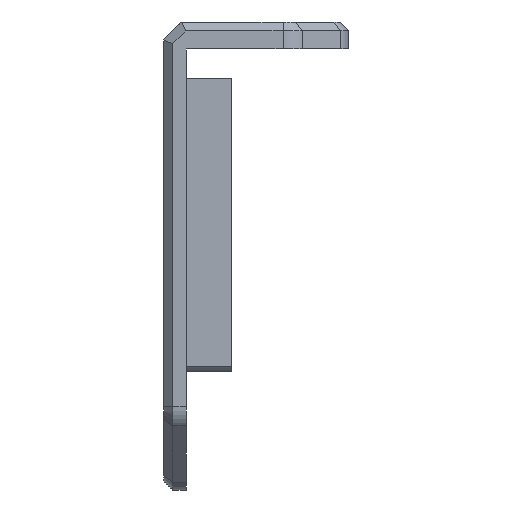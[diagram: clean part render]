
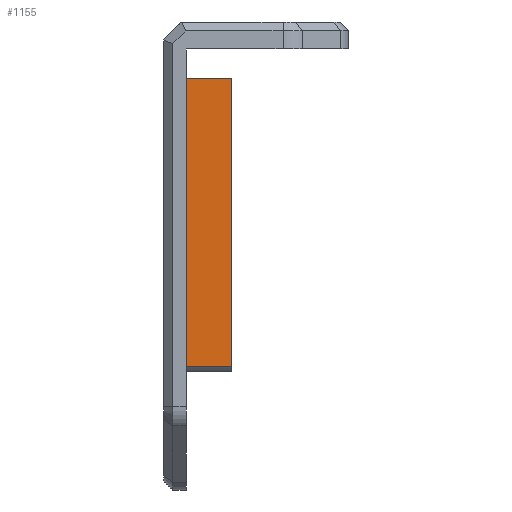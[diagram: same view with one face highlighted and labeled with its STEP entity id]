
A CAD part, left-side view. The second image highlights one B-rep face of the part: STEP entity #1155.
In plain terms, the highlighted planar face has unit normal (-1, 0, 0).
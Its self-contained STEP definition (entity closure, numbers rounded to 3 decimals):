
#73 = PLANE('',#74);
#74 = AXIS2_PLACEMENT_3D('',#75,#76,#77);
#75 = CARTESIAN_POINT('',(67.,10.,25.));
#76 = DIRECTION('',(0.,1.,0.));
#77 = DIRECTION('',(-0.707,0.,-0.707)
  );
#132 = PLANE('',#133);
#133 = AXIS2_PLACEMENT_3D('',#134,#135,#136);
#134 = CARTESIAN_POINT('',(0.,15.,0.));
#135 = DIRECTION('',(0.,1.,0.));
#136 = DIRECTION('',(-1.,0.,0.));
#187 = PLANE('',#188);
#188 = AXIS2_PLACEMENT_3D('',#189,#190,#191);
#189 = CARTESIAN_POINT('',(0.,15.,30.7));
#190 = DIRECTION('',(0.,0.,1.));
#191 = DIRECTION('',(0.,-1.,0.));
#226 = VERTEX_POINT('',#227);
#227 = CARTESIAN_POINT('',(-2.8,10.,30.7));
#248 = EDGE_CURVE('',#249,#226,#251,.T.);
#249 = VERTEX_POINT('',#250);
#250 = CARTESIAN_POINT('',(-2.8,10.,-1.25));
#251 = SURFACE_CURVE('',#252,(#256,#263),.PCURVE_S1.);
#252 = LINE('',#253,#254);
#253 = CARTESIAN_POINT('',(-2.8,10.,-1.25));
#254 = VECTOR('',#255,1.);
#255 = DIRECTION('',(0.,0.,1.));
#256 = PCURVE('',#73,#257);
#257 = DEFINITIONAL_REPRESENTATION('',(#258),#262);
#258 = LINE('',#259,#260);
#259 = CARTESIAN_POINT('',(67.917,30.795));
#260 = VECTOR('',#261,1.);
#261 = DIRECTION('',(-0.707,0.707));
#262 = ( GEOMETRIC_REPRESENTATION_CONTEXT(2) 
PARAMETRIC_REPRESENTATION_CONTEXT() REPRESENTATION_CONTEXT('2D SPACE',''
  ) );
#263 = PCURVE('',#264,#269);
#264 = PLANE('',#265);
#265 = AXIS2_PLACEMENT_3D('',#266,#267,#268);
#266 = CARTESIAN_POINT('',(-2.8,7.,-1.8));
#267 = DIRECTION('',(1.,0.,0.));
#268 = DIRECTION('',(0.,0.,1.));
#269 = DEFINITIONAL_REPRESENTATION('',(#270),#274);
#270 = LINE('',#271,#272);
#271 = CARTESIAN_POINT('',(0.55,-3.));
#272 = VECTOR('',#273,1.);
#273 = DIRECTION('',(1.,0.));
#274 = ( GEOMETRIC_REPRESENTATION_CONTEXT(2) 
PARAMETRIC_REPRESENTATION_CONTEXT() REPRESENTATION_CONTEXT('2D SPACE',''
  ) );
#297 = CYLINDRICAL_SURFACE('',#298,5.);
#298 = AXIS2_PLACEMENT_3D('',#299,#300,#301);
#299 = CARTESIAN_POINT('',(1.,35.,2.));
#300 = DIRECTION('',(0.,-1.,0.));
#301 = DIRECTION('',(-1.,0.,0.));
#1057 = VERTEX_POINT('',#1058);
#1058 = CARTESIAN_POINT('',(-2.8,15.,-1.25));
#1084 = EDGE_CURVE('',#1085,#1057,#1087,.T.);
#1085 = VERTEX_POINT('',#1086);
#1086 = CARTESIAN_POINT('',(-2.8,15.,30.7));
#1087 = SURFACE_CURVE('',#1088,(#1092,#1099),.PCURVE_S1.);
#1088 = LINE('',#1089,#1090);
#1089 = CARTESIAN_POINT('',(-2.8,15.,30.7));
#1090 = VECTOR('',#1091,1.);
#1091 = DIRECTION('',(0.,0.,-1.));
#1092 = PCURVE('',#132,#1093);
#1093 = DEFINITIONAL_REPRESENTATION('',(#1094),#1098);
#1094 = LINE('',#1095,#1096);
#1095 = CARTESIAN_POINT('',(2.8,30.7));
#1096 = VECTOR('',#1097,1.);
#1097 = DIRECTION('',(0.,-1.));
#1098 = ( GEOMETRIC_REPRESENTATION_CONTEXT(2) 
PARAMETRIC_REPRESENTATION_CONTEXT() REPRESENTATION_CONTEXT('2D SPACE',''
  ) );
#1099 = PCURVE('',#264,#1100);
#1100 = DEFINITIONAL_REPRESENTATION('',(#1101),#1105);
#1101 = LINE('',#1102,#1103);
#1102 = CARTESIAN_POINT('',(32.5,-8.));
#1103 = VECTOR('',#1104,1.);
#1104 = DIRECTION('',(-1.,0.));
#1105 = ( GEOMETRIC_REPRESENTATION_CONTEXT(2) 
PARAMETRIC_REPRESENTATION_CONTEXT() REPRESENTATION_CONTEXT('2D SPACE',''
  ) );
#1132 = EDGE_CURVE('',#1085,#226,#1133,.T.);
#1133 = SURFACE_CURVE('',#1134,(#1138,#1145),.PCURVE_S1.);
#1134 = LINE('',#1135,#1136);
#1135 = CARTESIAN_POINT('',(-2.8,15.,30.7));
#1136 = VECTOR('',#1137,1.);
#1137 = DIRECTION('',(0.,-1.,0.));
#1138 = PCURVE('',#187,#1139);
#1139 = DEFINITIONAL_REPRESENTATION('',(#1140),#1144);
#1140 = LINE('',#1141,#1142);
#1141 = CARTESIAN_POINT('',(0.,-2.8));
#1142 = VECTOR('',#1143,1.);
#1143 = DIRECTION('',(1.,0.));
#1144 = ( GEOMETRIC_REPRESENTATION_CONTEXT(2) 
PARAMETRIC_REPRESENTATION_CONTEXT() REPRESENTATION_CONTEXT('2D SPACE',''
  ) );
#1145 = PCURVE('',#264,#1146);
#1146 = DEFINITIONAL_REPRESENTATION('',(#1147),#1151);
#1147 = LINE('',#1148,#1149);
#1148 = CARTESIAN_POINT('',(32.5,-8.));
#1149 = VECTOR('',#1150,1.);
#1150 = DIRECTION('',(0.,1.));
#1151 = ( GEOMETRIC_REPRESENTATION_CONTEXT(2) 
PARAMETRIC_REPRESENTATION_CONTEXT() REPRESENTATION_CONTEXT('2D SPACE',''
  ) );
#1155 = ADVANCED_FACE('',(#1156),#264,.F.);
#1156 = FACE_BOUND('',#1157,.T.);
#1157 = EDGE_LOOP('',(#1158,#1159,#1160,#1161));
#1158 = ORIENTED_EDGE('',*,*,#248,.T.);
#1159 = ORIENTED_EDGE('',*,*,#1132,.F.);
#1160 = ORIENTED_EDGE('',*,*,#1084,.T.);
#1161 = ORIENTED_EDGE('',*,*,#1162,.T.);
#1162 = EDGE_CURVE('',#1057,#249,#1163,.T.);
#1163 = SURFACE_CURVE('',#1164,(#1168,#1175),.PCURVE_S1.);
#1164 = LINE('',#1165,#1166);
#1165 = CARTESIAN_POINT('',(-2.8,15.,-1.25));
#1166 = VECTOR('',#1167,1.);
#1167 = DIRECTION('',(0.,-1.,0.));
#1168 = PCURVE('',#264,#1169);
#1169 = DEFINITIONAL_REPRESENTATION('',(#1170),#1174);
#1170 = LINE('',#1171,#1172);
#1171 = CARTESIAN_POINT('',(0.55,-8.));
#1172 = VECTOR('',#1173,1.);
#1173 = DIRECTION('',(0.,1.));
#1174 = ( GEOMETRIC_REPRESENTATION_CONTEXT(2) 
PARAMETRIC_REPRESENTATION_CONTEXT() REPRESENTATION_CONTEXT('2D SPACE',''
  ) );
#1175 = PCURVE('',#297,#1176);
#1176 = DEFINITIONAL_REPRESENTATION('',(#1177),#1181);
#1177 = LINE('',#1178,#1179);
#1178 = CARTESIAN_POINT('',(0.707,20.));
#1179 = VECTOR('',#1180,1.);
#1180 = DIRECTION('',(0.,1.));
#1181 = ( GEOMETRIC_REPRESENTATION_CONTEXT(2) 
PARAMETRIC_REPRESENTATION_CONTEXT() REPRESENTATION_CONTEXT('2D SPACE',''
  ) );
